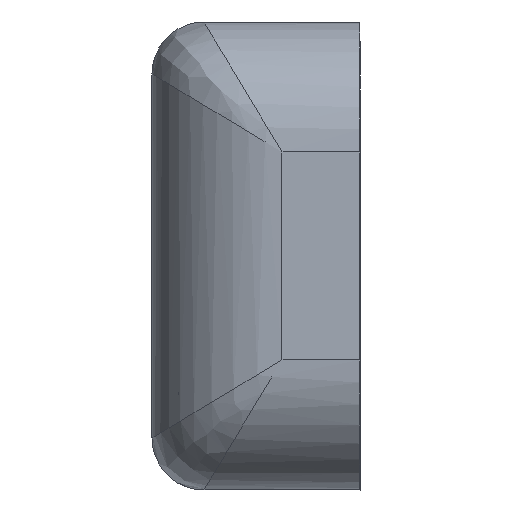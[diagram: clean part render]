
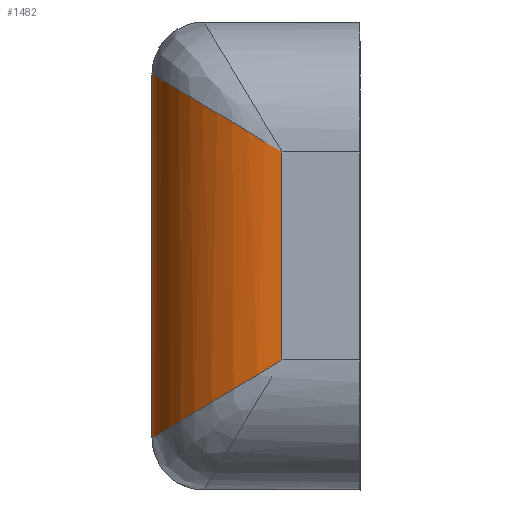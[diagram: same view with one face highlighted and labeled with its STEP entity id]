
A CAD part, left-side view. The second image highlights one B-rep face of the part: STEP entity #1482.
In plain terms, the highlighted cylindrical face has radius 5 mm (diameter 10 mm), a partial arc.
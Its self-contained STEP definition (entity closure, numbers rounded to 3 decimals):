
#43=CYLINDRICAL_SURFACE('',#1633,5.);
#68=ELLIPSE('',#1625,5.831,5.);
#71=ELLIPSE('',#1631,5.831,5.);
#111=FACE_OUTER_BOUND('',#195,.T.);
#195=EDGE_LOOP('',(#1201,#1202,#1203,#1204));
#302=LINE('',#2205,#450);
#396=LINE('',#2563,#544);
#450=VECTOR('',#1752,10.);
#544=VECTOR('',#1982,10.);
#618=VERTEX_POINT('',#2202);
#619=VERTEX_POINT('',#2204);
#711=VERTEX_POINT('',#2511);
#716=VERTEX_POINT('',#2558);
#767=EDGE_CURVE('',#619,#618,#302,.T.);
#892=EDGE_CURVE('',#619,#711,#68,.T.);
#899=EDGE_CURVE('',#716,#618,#71,.T.);
#901=EDGE_CURVE('',#716,#711,#396,.T.);
#1201=ORIENTED_EDGE('',*,*,#892,.F.);
#1202=ORIENTED_EDGE('',*,*,#767,.T.);
#1203=ORIENTED_EDGE('',*,*,#899,.F.);
#1204=ORIENTED_EDGE('',*,*,#901,.T.);
#1482=ADVANCED_FACE('',(#111),#43,.T.);
#1625=AXIS2_PLACEMENT_3D('',#2512,#1962,#1963);
#1631=AXIS2_PLACEMENT_3D('',#2560,#1976,#1977);
#1633=AXIS2_PLACEMENT_3D('',#2562,#1980,#1981);
#1752=DIRECTION('',(0.,0.,-1.));
#1962=DIRECTION('center_axis',(0.,-0.514,
0.857));
#1963=DIRECTION('ref_axis',(0.,0.857,0.514));
#1976=DIRECTION('center_axis',(0.,-0.514,
-0.857));
#1977=DIRECTION('ref_axis',(0.,0.857,-0.514));
#1980=DIRECTION('center_axis',(0.,0.,
-1.));
#1981=DIRECTION('ref_axis',(-0.707,0.707,0.));
#1982=DIRECTION('',(0.,0.,1.));
#2202=CARTESIAN_POINT('',(-167.,13.,-7.));
#2204=CARTESIAN_POINT('',(-167.,13.,7.));
#2205=CARTESIAN_POINT('',(-167.,13.,0.));
#2511=CARTESIAN_POINT('',(-172.,8.,4.));
#2512=CARTESIAN_POINT('Origin',(-167.,8.,4.));
#2558=CARTESIAN_POINT('',(-172.,8.,-4.));
#2560=CARTESIAN_POINT('Origin',(-167.,8.,-4.));
#2562=CARTESIAN_POINT('Origin',(-167.,8.,0.));
#2563=CARTESIAN_POINT('',(-172.,8.,0.));
